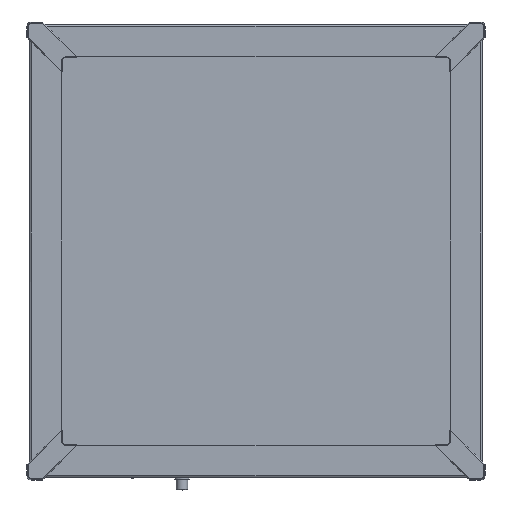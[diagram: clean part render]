
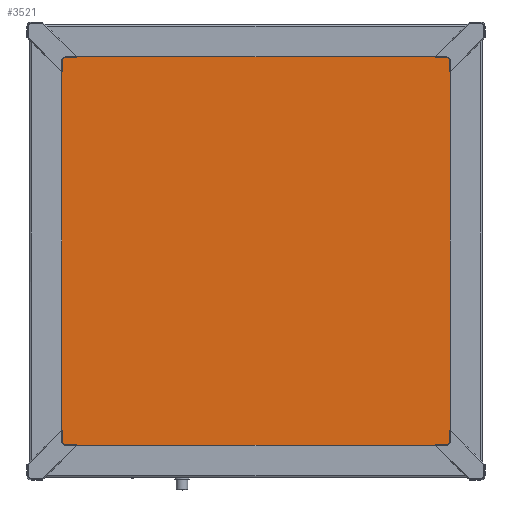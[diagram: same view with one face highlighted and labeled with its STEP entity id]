
A CAD part, top view. The second image highlights one B-rep face of the part: STEP entity #3521.
In plain terms, the highlighted planar face has unit normal (0, 0, 1).
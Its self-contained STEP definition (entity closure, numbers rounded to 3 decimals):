
#201=PLANE('',#3889);
#589=FACE_OUTER_BOUND('',#801,.T.);
#801=EDGE_LOOP('',(#2955,#2956,#2957,#2958,#2959,#2960,#2961,#2962,#2963,
#2964,#2965,#2966,#2967,#2968,#2969,#2970,#2971,#2972,#2973,#2974,#2975,
#2976,#2977,#2978));
#944=LINE('',#5436,#1196);
#949=LINE('',#5477,#1201);
#954=LINE('',#5518,#1206);
#959=LINE('',#5559,#1211);
#1011=LINE('',#5937,#1263);
#1013=LINE('',#5941,#1265);
#1033=LINE('',#6048,#1285);
#1035=LINE('',#6054,#1287);
#1052=LINE('',#6292,#1304);
#1053=LINE('',#6296,#1305);
#1054=LINE('',#6301,#1306);
#1055=LINE('',#6305,#1307);
#1196=VECTOR('',#4349,10.);
#1201=VECTOR('',#4362,10.);
#1206=VECTOR('',#4375,10.);
#1211=VECTOR('',#4388,10.);
#1263=VECTOR('',#4564,10.);
#1265=VECTOR('',#4570,10.);
#1285=VECTOR('',#4658,10.);
#1287=VECTOR('',#4666,10.);
#1304=VECTOR('',#4733,10.);
#1305=VECTOR('',#4736,10.);
#1306=VECTOR('',#4741,10.);
#1307=VECTOR('',#4744,10.);
#1462=CIRCLE('',#3770,0.5);
#1466=CIRCLE('',#3776,0.5);
#1475=CIRCLE('',#3825,3.);
#1479=CIRCLE('',#3836,0.5);
#1483=CIRCLE('',#3842,0.5);
#1490=CIRCLE('',#3864,3.);
#1493=CIRCLE('',#3890,0.5);
#1494=CIRCLE('',#3891,3.);
#1495=CIRCLE('',#3892,0.5);
#1496=CIRCLE('',#3893,0.5);
#1497=CIRCLE('',#3894,3.);
#1498=CIRCLE('',#3895,0.5);
#1644=VERTEX_POINT('',#5433);
#1645=VERTEX_POINT('',#5435);
#1652=VERTEX_POINT('',#5474);
#1653=VERTEX_POINT('',#5476);
#1660=VERTEX_POINT('',#5515);
#1661=VERTEX_POINT('',#5517);
#1668=VERTEX_POINT('',#5556);
#1669=VERTEX_POINT('',#5558);
#1673=VERTEX_POINT('',#5570);
#1677=VERTEX_POINT('',#5582);
#1724=VERTEX_POINT('',#5931);
#1725=VERTEX_POINT('',#5933);
#1729=VERTEX_POINT('',#5955);
#1733=VERTEX_POINT('',#5967);
#1748=VERTEX_POINT('',#6046);
#1749=VERTEX_POINT('',#6050);
#1766=VERTEX_POINT('',#6289);
#1767=VERTEX_POINT('',#6291);
#1768=VERTEX_POINT('',#6293);
#1769=VERTEX_POINT('',#6295);
#1770=VERTEX_POINT('',#6298);
#1771=VERTEX_POINT('',#6300);
#1772=VERTEX_POINT('',#6302);
#1773=VERTEX_POINT('',#6304);
#2004=EDGE_CURVE('',#1644,#1645,#944,.T.);
#2013=EDGE_CURVE('',#1652,#1653,#949,.T.);
#2022=EDGE_CURVE('',#1660,#1661,#954,.T.);
#2031=EDGE_CURVE('',#1668,#1669,#959,.T.);
#2037=EDGE_CURVE('',#1673,#1645,#1462,.T.);
#2044=EDGE_CURVE('',#1677,#1652,#1466,.F.);
#2121=EDGE_CURVE('',#1725,#1724,#1475,.T.);
#2123=EDGE_CURVE('',#1724,#1673,#1011,.T.);
#2125=EDGE_CURVE('',#1677,#1725,#1013,.T.);
#2133=EDGE_CURVE('',#1729,#1644,#1479,.F.);
#2138=EDGE_CURVE('',#1733,#1661,#1483,.T.);
#2165=EDGE_CURVE('',#1729,#1748,#1033,.T.);
#2167=EDGE_CURVE('',#1748,#1749,#1490,.T.);
#2168=EDGE_CURVE('',#1749,#1733,#1035,.T.);
#2200=EDGE_CURVE('',#1766,#1660,#1493,.F.);
#2201=EDGE_CURVE('',#1766,#1767,#1052,.T.);
#2202=EDGE_CURVE('',#1767,#1768,#1494,.T.);
#2203=EDGE_CURVE('',#1768,#1769,#1053,.T.);
#2204=EDGE_CURVE('',#1769,#1669,#1495,.T.);
#2205=EDGE_CURVE('',#1770,#1668,#1496,.F.);
#2206=EDGE_CURVE('',#1770,#1771,#1054,.T.);
#2207=EDGE_CURVE('',#1771,#1772,#1497,.T.);
#2208=EDGE_CURVE('',#1772,#1773,#1055,.T.);
#2209=EDGE_CURVE('',#1773,#1653,#1498,.T.);
#2955=ORIENTED_EDGE('',*,*,#2121,.T.);
#2956=ORIENTED_EDGE('',*,*,#2123,.T.);
#2957=ORIENTED_EDGE('',*,*,#2037,.T.);
#2958=ORIENTED_EDGE('',*,*,#2004,.F.);
#2959=ORIENTED_EDGE('',*,*,#2133,.F.);
#2960=ORIENTED_EDGE('',*,*,#2165,.T.);
#2961=ORIENTED_EDGE('',*,*,#2167,.T.);
#2962=ORIENTED_EDGE('',*,*,#2168,.T.);
#2963=ORIENTED_EDGE('',*,*,#2138,.T.);
#2964=ORIENTED_EDGE('',*,*,#2022,.F.);
#2965=ORIENTED_EDGE('',*,*,#2200,.F.);
#2966=ORIENTED_EDGE('',*,*,#2201,.T.);
#2967=ORIENTED_EDGE('',*,*,#2202,.T.);
#2968=ORIENTED_EDGE('',*,*,#2203,.T.);
#2969=ORIENTED_EDGE('',*,*,#2204,.T.);
#2970=ORIENTED_EDGE('',*,*,#2031,.F.);
#2971=ORIENTED_EDGE('',*,*,#2205,.F.);
#2972=ORIENTED_EDGE('',*,*,#2206,.T.);
#2973=ORIENTED_EDGE('',*,*,#2207,.T.);
#2974=ORIENTED_EDGE('',*,*,#2208,.T.);
#2975=ORIENTED_EDGE('',*,*,#2209,.T.);
#2976=ORIENTED_EDGE('',*,*,#2013,.F.);
#2977=ORIENTED_EDGE('',*,*,#2044,.F.);
#2978=ORIENTED_EDGE('',*,*,#2125,.T.);
#3521=ADVANCED_FACE('',(#589),#201,.T.);
#3770=AXIS2_PLACEMENT_3D('',#5571,#4401,#4402);
#3776=AXIS2_PLACEMENT_3D('',#5584,#4416,#4417);
#3825=AXIS2_PLACEMENT_3D('',#5934,#4559,#4560);
#3836=AXIS2_PLACEMENT_3D('',#5957,#4589,#4590);
#3842=AXIS2_PLACEMENT_3D('',#5968,#4602,#4603);
#3864=AXIS2_PLACEMENT_3D('',#6052,#4662,#4663);
#3889=AXIS2_PLACEMENT_3D('',#6288,#4729,#4730);
#3890=AXIS2_PLACEMENT_3D('',#6290,#4731,#4732);
#3891=AXIS2_PLACEMENT_3D('',#6294,#4734,#4735);
#3892=AXIS2_PLACEMENT_3D('',#6297,#4737,#4738);
#3893=AXIS2_PLACEMENT_3D('',#6299,#4739,#4740);
#3894=AXIS2_PLACEMENT_3D('',#6303,#4742,#4743);
#3895=AXIS2_PLACEMENT_3D('',#6306,#4745,#4746);
#4349=DIRECTION('',(1.,0.,0.));
#4362=DIRECTION('',(0.,-1.,0.));
#4375=DIRECTION('',(0.,1.,0.));
#4388=DIRECTION('',(-1.,0.,0.));
#4401=DIRECTION('center_axis',(0.,0.,-1.));
#4402=DIRECTION('ref_axis',(-0.924,-0.383,0.));
#4416=DIRECTION('center_axis',(0.,0.,-1.));
#4417=DIRECTION('ref_axis',(-0.383,-0.924,0.));
#4559=DIRECTION('center_axis',(0.,0.,1.));
#4560=DIRECTION('ref_axis',(0.707,0.707,0.));
#4564=DIRECTION('',(-1.,0.,0.));
#4570=DIRECTION('',(0.,1.,0.));
#4589=DIRECTION('center_axis',(0.,0.,-1.));
#4590=DIRECTION('ref_axis',(0.924,-0.383,0.));
#4602=DIRECTION('center_axis',(0.,0.,-1.));
#4603=DIRECTION('ref_axis',(0.383,-0.924,0.));
#4658=DIRECTION('',(-1.,0.,0.));
#4662=DIRECTION('center_axis',(0.,0.,1.));
#4663=DIRECTION('ref_axis',(-0.707,0.707,0.));
#4666=DIRECTION('',(0.,-1.,0.));
#4729=DIRECTION('center_axis',(0.,0.,1.));
#4730=DIRECTION('ref_axis',(1.,0.,0.));
#4731=DIRECTION('center_axis',(0.,0.,-1.));
#4732=DIRECTION('ref_axis',(0.383,0.924,0.));
#4733=DIRECTION('',(0.,-1.,0.));
#4734=DIRECTION('center_axis',(0.,0.,1.));
#4735=DIRECTION('ref_axis',(-0.707,-0.707,0.));
#4736=DIRECTION('',(1.,0.,0.));
#4737=DIRECTION('center_axis',(0.,0.,-1.));
#4738=DIRECTION('ref_axis',(0.924,0.383,0.));
#4739=DIRECTION('center_axis',(0.,0.,-1.));
#4740=DIRECTION('ref_axis',(-0.924,0.383,0.));
#4741=DIRECTION('',(1.,0.,0.));
#4742=DIRECTION('center_axis',(0.,0.,1.));
#4743=DIRECTION('ref_axis',(0.707,-0.707,0.));
#4744=DIRECTION('',(0.,1.,0.));
#4745=DIRECTION('center_axis',(0.,0.,-1.));
#4746=DIRECTION('ref_axis',(-0.383,0.924,0.));
#5433=CARTESIAN_POINT('',(48.599,433.25,16.5));
#5435=CARTESIAN_POINT('',(417.901,433.25,16.5));
#5436=CARTESIAN_POINT('',(333.25,433.25,16.5));
#5474=CARTESIAN_POINT('',(433.25,417.901,16.5));
#5476=CARTESIAN_POINT('',(433.25,48.599,16.5));
#5477=CARTESIAN_POINT('',(433.25,133.25,16.5));
#5515=CARTESIAN_POINT('',(33.25,48.599,16.5));
#5517=CARTESIAN_POINT('',(33.25,417.901,16.5));
#5518=CARTESIAN_POINT('',(33.25,333.25,16.5));
#5556=CARTESIAN_POINT('',(417.901,33.25,16.5));
#5558=CARTESIAN_POINT('',(48.599,33.25,16.5));
#5559=CARTESIAN_POINT('',(133.25,33.25,16.5));
#5570=CARTESIAN_POINT('',(418.401,432.75,16.5));
#5571=CARTESIAN_POINT('Origin',(418.401,433.25,16.5));
#5582=CARTESIAN_POINT('',(432.75,418.401,16.5));
#5584=CARTESIAN_POINT('Origin',(433.25,418.401,16.5));
#5931=CARTESIAN_POINT('',(429.75,432.75,16.5));
#5933=CARTESIAN_POINT('',(432.75,429.75,16.5));
#5934=CARTESIAN_POINT('Origin',(429.75,429.75,16.5));
#5937=CARTESIAN_POINT('',(325.222,432.75,16.5));
#5941=CARTESIAN_POINT('',(432.75,333.,16.5));
#5955=CARTESIAN_POINT('',(48.099,432.75,16.5));
#5957=CARTESIAN_POINT('Origin',(48.099,433.25,16.5));
#5967=CARTESIAN_POINT('',(33.75,418.401,16.5));
#5968=CARTESIAN_POINT('Origin',(33.25,418.401,16.5));
#6046=CARTESIAN_POINT('',(36.75,432.75,16.5));
#6048=CARTESIAN_POINT('',(141.278,432.75,16.5));
#6050=CARTESIAN_POINT('',(33.75,429.75,16.5));
#6052=CARTESIAN_POINT('Origin',(36.75,429.75,16.5));
#6054=CARTESIAN_POINT('',(33.75,333.,16.5));
#6288=CARTESIAN_POINT('Origin',(233.25,233.25,16.5));
#6289=CARTESIAN_POINT('',(33.75,48.099,16.5));
#6290=CARTESIAN_POINT('Origin',(33.25,48.099,16.5));
#6291=CARTESIAN_POINT('',(33.75,36.75,16.5));
#6292=CARTESIAN_POINT('',(33.75,141.278,16.5));
#6293=CARTESIAN_POINT('',(36.75,33.75,16.5));
#6294=CARTESIAN_POINT('Origin',(36.75,36.75,16.5));
#6295=CARTESIAN_POINT('',(48.099,33.75,16.5));
#6296=CARTESIAN_POINT('',(133.5,33.75,16.5));
#6297=CARTESIAN_POINT('Origin',(48.099,33.25,16.5));
#6298=CARTESIAN_POINT('',(418.401,33.75,16.5));
#6299=CARTESIAN_POINT('Origin',(418.401,33.25,16.5));
#6300=CARTESIAN_POINT('',(429.75,33.75,16.5));
#6301=CARTESIAN_POINT('',(325.222,33.75,16.5));
#6302=CARTESIAN_POINT('',(432.75,36.75,16.5));
#6303=CARTESIAN_POINT('Origin',(429.75,36.75,16.5));
#6304=CARTESIAN_POINT('',(432.75,48.099,16.5));
#6305=CARTESIAN_POINT('',(432.75,133.5,16.5));
#6306=CARTESIAN_POINT('Origin',(433.25,48.099,16.5));
